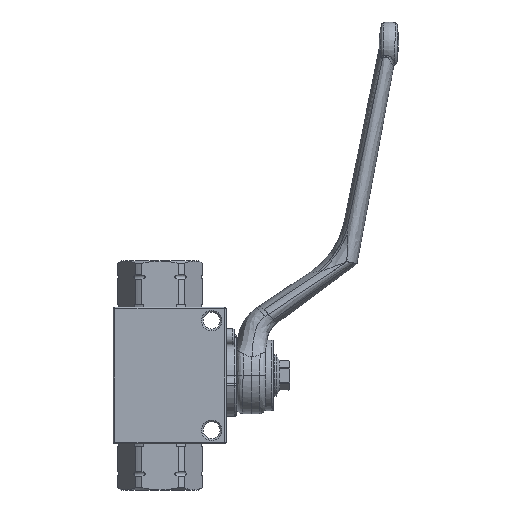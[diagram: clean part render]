
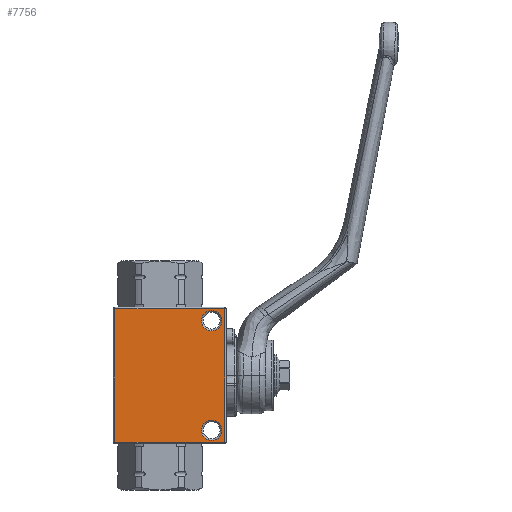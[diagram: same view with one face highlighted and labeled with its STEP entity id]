
A CAD part, front view. The second image highlights one B-rep face of the part: STEP entity #7756.
In plain terms, the highlighted planar face has unit normal (0, -1, 0).
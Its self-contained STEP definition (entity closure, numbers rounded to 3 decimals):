
#451=FACE_BOUND('',#1532,.T.);
#452=FACE_BOUND('',#1533,.T.);
#565=PLANE('',#8584);
#1083=FACE_OUTER_BOUND('',#1531,.T.);
#1531=EDGE_LOOP('',(#6726,#6727,#6728,#6729));
#1532=EDGE_LOOP('',(#6730));
#1533=EDGE_LOOP('',(#6731));
#1930=LINE('',#33383,#2309);
#1931=LINE('',#33385,#2310);
#1932=LINE('',#33387,#2311);
#1933=LINE('',#33388,#2312);
#2309=VECTOR('',#10549,10.);
#2310=VECTOR('',#10550,10.);
#2311=VECTOR('',#10551,10.);
#2312=VECTOR('',#10552,10.);
#2752=CIRCLE('',#8558,3.125);
#2757=CIRCLE('',#8566,3.125);
#3470=VERTEX_POINT('',#33277);
#3475=VERTEX_POINT('',#33293);
#3495=VERTEX_POINT('',#33381);
#3496=VERTEX_POINT('',#33382);
#3497=VERTEX_POINT('',#33384);
#3498=VERTEX_POINT('',#33386);
#4554=EDGE_CURVE('',#3470,#3470,#2752,.T.);
#4562=EDGE_CURVE('',#3475,#3475,#2757,.T.);
#4587=EDGE_CURVE('',#3495,#3496,#1930,.T.);
#4588=EDGE_CURVE('',#3497,#3495,#1931,.T.);
#4589=EDGE_CURVE('',#3498,#3497,#1932,.T.);
#4590=EDGE_CURVE('',#3496,#3498,#1933,.T.);
#6726=ORIENTED_EDGE('',*,*,#4587,.F.);
#6727=ORIENTED_EDGE('',*,*,#4588,.F.);
#6728=ORIENTED_EDGE('',*,*,#4589,.F.);
#6729=ORIENTED_EDGE('',*,*,#4590,.F.);
#6730=ORIENTED_EDGE('',*,*,#4562,.F.);
#6731=ORIENTED_EDGE('',*,*,#4554,.F.);
#7756=ADVANCED_FACE('',(#1083,#451,#452),#565,.T.);
#8558=AXIS2_PLACEMENT_3D('',#33278,#10479,#10480);
#8566=AXIS2_PLACEMENT_3D('',#33294,#10498,#10499);
#8584=AXIS2_PLACEMENT_3D('',#33380,#10547,#10548);
#10479=DIRECTION('center_axis',(0.,-1.,0.));
#10480=DIRECTION('ref_axis',(1.,0.,0.));
#10498=DIRECTION('center_axis',(0.,-1.,0.));
#10499=DIRECTION('ref_axis',(1.,0.,0.));
#10547=DIRECTION('center_axis',(0.,-1.,0.));
#10548=DIRECTION('ref_axis',(-1.,0.,0.));
#10549=DIRECTION('',(0.,0.,-1.));
#10550=DIRECTION('',(1.,0.,0.));
#10551=DIRECTION('',(0.,0.,1.));
#10552=DIRECTION('',(-1.,0.,0.));
#33277=CARTESIAN_POINT('',(12.875,-15.,-17.));
#33278=CARTESIAN_POINT('Origin',(16.,-15.,-17.));
#33293=CARTESIAN_POINT('',(12.875,-15.,17.));
#33294=CARTESIAN_POINT('Origin',(16.,-15.,17.));
#33380=CARTESIAN_POINT('Origin',(20.5,-15.,0.));
#33381=CARTESIAN_POINT('',(20.,-15.,20.7));
#33382=CARTESIAN_POINT('',(20.,-15.,-20.7));
#33383=CARTESIAN_POINT('',(20.,-15.,0.));
#33384=CARTESIAN_POINT('',(-14.,-15.,20.7));
#33385=CARTESIAN_POINT('',(11.75,-15.,20.7));
#33386=CARTESIAN_POINT('',(-14.,-15.,-20.7));
#33387=CARTESIAN_POINT('',(-14.,-15.,0.));
#33388=CARTESIAN_POINT('',(11.75,-15.,-20.7));
